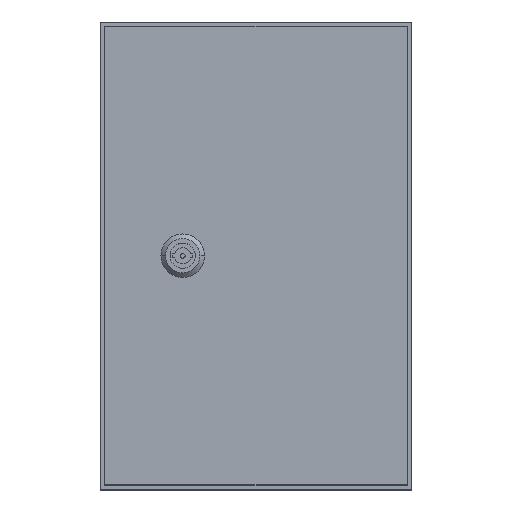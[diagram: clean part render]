
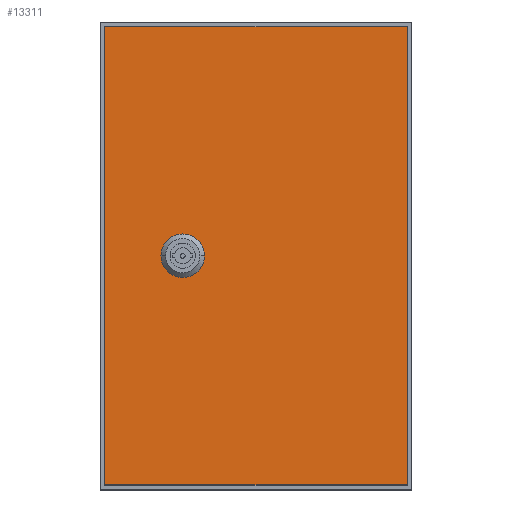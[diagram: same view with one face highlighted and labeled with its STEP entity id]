
A CAD part, top view. The second image highlights one B-rep face of the part: STEP entity #13311.
In plain terms, the highlighted planar face has unit normal (0, 0, 1).
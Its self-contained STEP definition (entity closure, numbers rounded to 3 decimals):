
#1084 = VECTOR ( 'NONE', #11112, 1000. ) ;
#1136 = DIRECTION ( 'NONE',  ( -1., 0., 0. ) ) ;
#1217 = ORIENTED_EDGE ( 'NONE', *, *, #25490, .T. ) ;
#1723 = EDGE_CURVE ( 'NONE', #14175, #7625, #17806, .T. ) ;
#2160 = DIRECTION ( 'NONE',  ( 0., -1., 0. ) ) ;
#2220 = EDGE_CURVE ( 'NONE', #15787, #17227, #12013, .T. ) ;
#2277 = VECTOR ( 'NONE', #18148, 1000. ) ;
#2657 = VERTEX_POINT ( 'NONE', #6935 ) ;
#3559 = CARTESIAN_POINT ( 'NONE',  ( 197., 3., 17. ) ) ;
#3803 = CARTESIAN_POINT ( 'NONE',  ( 3., 3., 17. ) ) ;
#5192 = DIRECTION ( 'NONE',  ( 0., 0., -1. ) ) ;
#6079 = CARTESIAN_POINT ( 'NONE',  ( 197., 297., 17. ) ) ;
#6935 = CARTESIAN_POINT ( 'NONE',  ( 3., 3., 17. ) ) ;
#7155 = LINE ( 'NONE', #21040, #1084 ) ;
#7586 = CARTESIAN_POINT ( 'NONE',  ( 39., 150., 17. ) ) ;
#7625 = VERTEX_POINT ( 'NONE', #14102 ) ;
#8310 = VERTEX_POINT ( 'NONE', #23729 ) ;
#8648 = FACE_BOUND ( 'NONE', #22745, .T. ) ;
#9822 = DIRECTION ( 'NONE',  ( -1., 0., 0. ) ) ;
#9953 = DIRECTION ( 'NONE',  ( 0., 0., -1. ) ) ;
#10470 = ORIENTED_EDGE ( 'NONE', *, *, #25312, .T. ) ;
#10750 = DIRECTION ( 'NONE',  ( 1., 0., 0. ) ) ;
#11112 = DIRECTION ( 'NONE',  ( -1., 0., 0. ) ) ;
#11788 = ORIENTED_EDGE ( 'NONE', *, *, #2220, .T. ) ;
#12013 = LINE ( 'NONE', #6079, #2277 ) ;
#12537 = CARTESIAN_POINT ( 'NONE',  ( 3., 297., 17. ) ) ;
#12726 = DIRECTION ( 'NONE',  ( 0., 0., 1. ) ) ;
#12837 = AXIS2_PLACEMENT_3D ( 'NONE', #18827, #5192, #1136 ) ;
#13215 = AXIS2_PLACEMENT_3D ( 'NONE', #14120, #9953, #9822 ) ;
#13311 = ADVANCED_FACE ( 'NONE', ( #8648, #22799 ), #16626, .T. ) ;
#14102 = CARTESIAN_POINT ( 'NONE',  ( 67., 150., 17. ) ) ;
#14120 = CARTESIAN_POINT ( 'NONE',  ( 53., 150., 17. ) ) ;
#14175 = VERTEX_POINT ( 'NONE', #7586 ) ;
#14660 = CARTESIAN_POINT ( 'NONE',  ( 0., 0., 17. ) ) ;
#15787 = VERTEX_POINT ( 'NONE', #3559 ) ;
#16107 = EDGE_CURVE ( 'NONE', #2657, #15787, #17442, .T. ) ;
#16578 = VECTOR ( 'NONE', #2160, 1000. ) ;
#16626 = PLANE ( 'NONE',  #23749 ) ;
#17227 = VERTEX_POINT ( 'NONE', #25555 ) ;
#17442 = LINE ( 'NONE', #3803, #25916 ) ;
#17806 = CIRCLE ( 'NONE', #13215, 14. ) ;
#18148 = DIRECTION ( 'NONE',  ( 0., 1., 0. ) ) ;
#18150 = LINE ( 'NONE', #12537, #16578 ) ;
#18827 = CARTESIAN_POINT ( 'NONE',  ( 53., 150., 17. ) ) ;
#19975 = ORIENTED_EDGE ( 'NONE', *, *, #25315, .T. ) ;
#20535 = ORIENTED_EDGE ( 'NONE', *, *, #16107, .T. ) ;
#21040 = CARTESIAN_POINT ( 'NONE',  ( 3., 297., 17. ) ) ;
#21350 = DIRECTION ( 'NONE',  ( 1., 0., 0. ) ) ;
#22745 = EDGE_LOOP ( 'NONE', ( #25853, #19975 ) ) ;
#22799 = FACE_OUTER_BOUND ( 'NONE', #24860, .T. ) ;
#23729 = CARTESIAN_POINT ( 'NONE',  ( 3., 297., 17. ) ) ;
#23749 = AXIS2_PLACEMENT_3D ( 'NONE', #14660, #12726, #10750 ) ;
#24131 = CIRCLE ( 'NONE', #12837, 14. ) ;
#24860 = EDGE_LOOP ( 'NONE', ( #1217, #20535, #11788, #10470 ) ) ;
#25312 = EDGE_CURVE ( 'NONE', #17227, #8310, #7155, .T. ) ;
#25315 = EDGE_CURVE ( 'NONE', #7625, #14175, #24131, .T. ) ;
#25490 = EDGE_CURVE ( 'NONE', #8310, #2657, #18150, .T. ) ;
#25555 = CARTESIAN_POINT ( 'NONE',  ( 197., 297., 17. ) ) ;
#25853 = ORIENTED_EDGE ( 'NONE', *, *, #1723, .T. ) ;
#25916 = VECTOR ( 'NONE', #21350, 1000. ) ;
